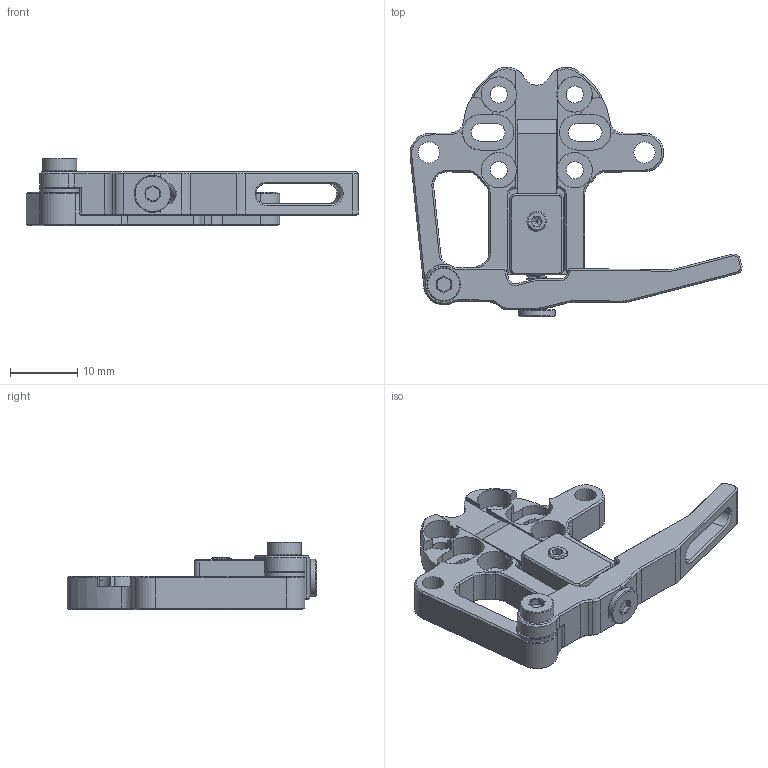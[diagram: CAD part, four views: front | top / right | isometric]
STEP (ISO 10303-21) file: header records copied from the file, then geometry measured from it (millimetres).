
FILE_DESCRIPTION(/* description */ (''),/* implementation_level */ '2;1');
FILE_NAME(/* name */ 'Filament Cutter VzBot Magneto Final_Share v2.step',/* time_stamp */ '2024-11-11T16:45:34-09:00',/* author */ (''),/* organization */ (''),/* preprocessor_version */ 'ST-DEVELOPER v20',/* originating_system */ 'Autodesk Translation Framework v13.20.0.188',/* authorisation */ '');
FILE_SCHEMA (('AUTOMOTIVE_DESIGN { 1 0 10303 214 3 1 1 }'));
Length unit declared in the file: millimetre
Products named in the file (13): Filament Cutter VzBot Magneto Final_Share; #23300; Blade Holder; Lever; Adapter Plate (1); .5 Shim 3x6 Stainless Steel ; 90358A002_Ultra-Low-Profile Socket Head Screw; 90265A323_18-8 Stainless Steel Shoulder Screw; N42sh Magnet 6x2 (1); N42sh Magnet 1/4x1/16 (1); N42sh Magnet 6x2; N42sh Magnet 1/4x1/16; M3x0.5 x 2.5 Stainless Steel 304 Plain Copy v1
Assembly tree (12 placements, depth 3):
  Filament Cutter VzBot Magneto Final_Share
    #23300
    Blade Holder
    Lever
    Adapter Plate (1)
      .5 Shim 3x6 Stainless Steel 
      90358A002_Ultra-Low-Profile Socket Head Screw
      90265A323_18-8 Stainless Steel Shoulder Screw
      N42sh Magnet 6x2 (1)
      N42sh Magnet 1/4x1/16 (1)
      N42sh Magnet 6x2
      N42sh Magnet 1/4x1/16
      M3x0.5 x 2.5 Stainless Steel 304 Plain Copy v1
Bounding box: 49.29 x 37.03 x 10.04 mm (x, y, z)
Volume: 4018.7 mm3; surface area: 5396 mm2
Topology: 12 solids, 12 shells, 530 faces, 1298 edges, 800 vertices
Faces by surface type: plane 210, cylinder 194, cone 112, bspline 13, torus 1
Full cylindrical faces by diameter (mm): 1.625 x1, 1.915 x6, 2 x1, 2.075 x5, 2.35 x13, 2.5 x4, 2.529 x6, 2.55 x4, 2.58 x3, 2.594 x1, 2.927 x1, 3 x16, 3.086 x2, 3.15 x2, 3.2 x1, 4 x1, 5 x1, 5.25 x4, 5.5 x1, 6 x3, 6.4 x4
Entity records: 23320 total; most frequent: CARTESIAN_POINT 10695, ORIENTED_EDGE 2594, DIRECTION 2490, EDGE_CURVE 1297, AXIS2_PLACEMENT_3D 891, VERTEX_POINT 800, LINE 708, VECTOR 708
